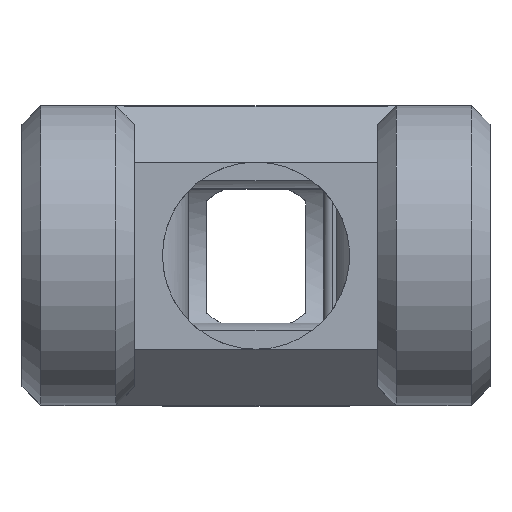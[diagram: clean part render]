
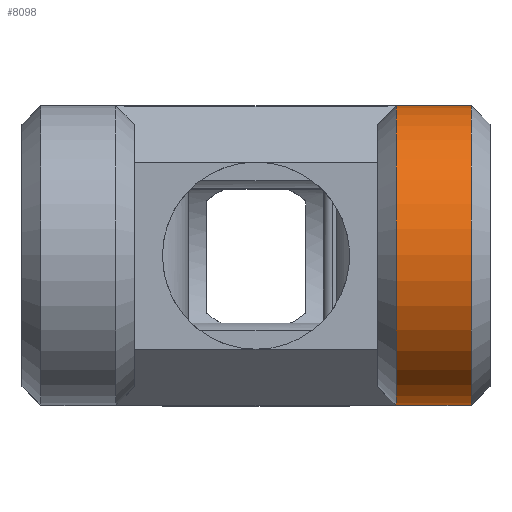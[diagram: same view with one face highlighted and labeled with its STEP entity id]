
A CAD part, top view. The second image highlights one B-rep face of the part: STEP entity #8098.
In plain terms, the highlighted cylindrical face has radius 40 mm (diameter 80 mm), a partial arc.
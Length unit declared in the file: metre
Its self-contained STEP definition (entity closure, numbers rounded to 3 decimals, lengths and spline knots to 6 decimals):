
#220=CYLINDRICAL_SURFACE('',#8953,0.04);
#714=LINE('',#13543,#1339);
#732=LINE('',#13629,#1357);
#1339=VECTOR('',#10844,1.);
#1357=VECTOR('',#10914,1.);
#2893=ORIENTED_EDGE('',*,*,#4754,.F.);
#2894=ORIENTED_EDGE('',*,*,#4760,.T.);
#2895=ORIENTED_EDGE('',*,*,#4712,.T.);
#2896=ORIENTED_EDGE('',*,*,#4761,.T.);
#4712=EDGE_CURVE('',#5727,#5726,#714,.T.);
#4754=EDGE_CURVE('',#5768,#5769,#732,.T.);
#4760=EDGE_CURVE('',#5768,#5727,#6351,.F.);
#4761=EDGE_CURVE('',#5726,#5769,#6352,.T.);
#5726=VERTEX_POINT('',#13542);
#5727=VERTEX_POINT('',#13544);
#5768=VERTEX_POINT('',#13628);
#5769=VERTEX_POINT('',#13630);
#6351=CIRCLE('',#8954,0.04);
#6352=CIRCLE('',#8955,0.04);
#6775=EDGE_LOOP('',(#2893,#2894,#2895,#2896));
#7369=FACE_BOUND('',#6775,.T.);
#8098=ADVANCED_FACE('',(#7369),#220,.T.);
#8953=AXIS2_PLACEMENT_3D('',#13641,#10922,#10923);
#8954=AXIS2_PLACEMENT_3D('',#13642,#10924,#10925);
#8955=AXIS2_PLACEMENT_3D('',#13643,#10926,#10927);
#10844=DIRECTION('',(-1.,0.,0.));
#10914=DIRECTION('',(-1.,0.,0.));
#10922=DIRECTION('',(-1.,0.,0.));
#10923=DIRECTION('',(0.,0.,1.));
#10924=DIRECTION('',(1.,0.,0.));
#10925=DIRECTION('',(0.,0.,-1.));
#10926=DIRECTION('',(1.,0.,0.));
#10927=DIRECTION('',(0.,0.,-1.));
#13542=CARTESIAN_POINT('',(0.0375,0.04,0.22));
#13543=CARTESIAN_POINT('',(0.0625,0.04,0.22));
#13544=CARTESIAN_POINT('',(0.0575,0.04,0.22));
#13628=CARTESIAN_POINT('',(0.0575,-0.04,0.22));
#13629=CARTESIAN_POINT('',(0.0625,-0.04,0.22));
#13630=CARTESIAN_POINT('',(0.0375,-0.04,0.22));
#13641=CARTESIAN_POINT('',(0.0625,0.,0.22));
#13642=CARTESIAN_POINT('',(0.0575,0.,0.22));
#13643=CARTESIAN_POINT('',(0.0375,0.,0.22));
